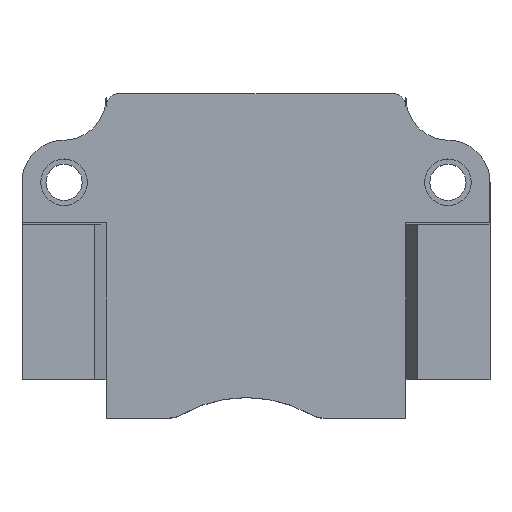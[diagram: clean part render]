
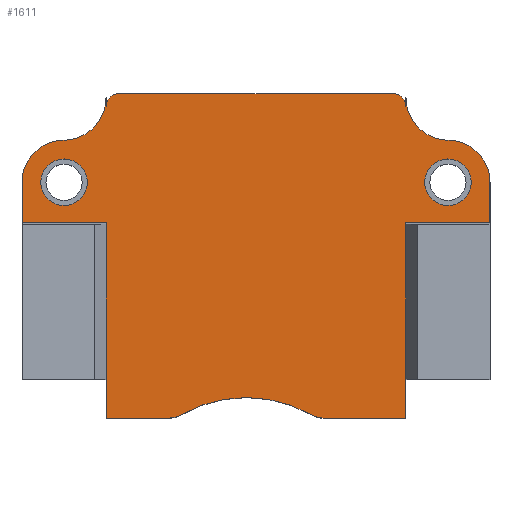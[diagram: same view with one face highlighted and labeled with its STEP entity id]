
A CAD part, top view. The second image highlights one B-rep face of the part: STEP entity #1611.
In plain terms, the highlighted face is planar.
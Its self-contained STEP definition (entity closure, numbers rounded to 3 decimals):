
#36=FACE_BOUND('',#238,.T.);
#37=FACE_BOUND('',#239,.T.);
#78=PLANE('',#1759);
#149=FACE_OUTER_BOUND('',#237,.T.);
#237=EDGE_LOOP('',(#1370,#1371,#1372,#1373,#1374,#1375,#1376,#1377,#1378,
#1379,#1380,#1381,#1382,#1383,#1384,#1385,#1386,#1387,#1388,#1389,#1390,
#1391));
#238=EDGE_LOOP('',(#1392));
#239=EDGE_LOOP('',(#1393));
#385=LINE('',#2593,#559);
#388=LINE('',#2603,#562);
#389=LINE('',#2605,#563);
#390=LINE('',#2607,#564);
#391=LINE('',#2609,#565);
#392=LINE('',#2611,#566);
#393=LINE('',#2617,#567);
#394=LINE('',#2621,#568);
#395=LINE('',#2625,#569);
#396=LINE('',#2631,#570);
#397=LINE('',#2633,#571);
#398=LINE('',#2635,#572);
#399=LINE('',#2636,#573);
#559=VECTOR('',#2117,10.);
#562=VECTOR('',#2126,10.);
#563=VECTOR('',#2127,10.);
#564=VECTOR('',#2128,10.);
#565=VECTOR('',#2129,10.);
#566=VECTOR('',#2130,10.);
#567=VECTOR('',#2135,10.);
#568=VECTOR('',#2138,10.);
#569=VECTOR('',#2141,10.);
#570=VECTOR('',#2146,10.);
#571=VECTOR('',#2147,10.);
#572=VECTOR('',#2148,10.);
#573=VECTOR('',#2149,10.);
#651=CIRCLE('',#1757,2.);
#652=CIRCLE('',#1760,10.132);
#653=CIRCLE('',#1761,2.);
#654=CIRCLE('',#1762,3.25);
#655=CIRCLE('',#1763,3.294);
#656=CIRCLE('',#1764,1.);
#657=CIRCLE('',#1765,1.);
#658=CIRCLE('',#1766,3.294);
#659=CIRCLE('',#1767,3.25);
#660=CIRCLE('',#1768,1.8);
#661=CIRCLE('',#1769,1.8);
#774=VERTEX_POINT('',#2586);
#775=VERTEX_POINT('',#2588);
#776=VERTEX_POINT('',#2592);
#778=VERTEX_POINT('',#2598);
#779=VERTEX_POINT('',#2600);
#780=VERTEX_POINT('',#2602);
#781=VERTEX_POINT('',#2604);
#782=VERTEX_POINT('',#2606);
#783=VERTEX_POINT('',#2608);
#784=VERTEX_POINT('',#2610);
#785=VERTEX_POINT('',#2612);
#786=VERTEX_POINT('',#2614);
#787=VERTEX_POINT('',#2616);
#788=VERTEX_POINT('',#2618);
#789=VERTEX_POINT('',#2620);
#790=VERTEX_POINT('',#2622);
#791=VERTEX_POINT('',#2624);
#792=VERTEX_POINT('',#2626);
#793=VERTEX_POINT('',#2628);
#794=VERTEX_POINT('',#2630);
#795=VERTEX_POINT('',#2632);
#796=VERTEX_POINT('',#2634);
#797=VERTEX_POINT('',#2637);
#798=VERTEX_POINT('',#2639);
#980=EDGE_CURVE('',#774,#775,#651,.T.);
#982=EDGE_CURVE('',#776,#775,#385,.T.);
#985=EDGE_CURVE('',#778,#774,#652,.T.);
#986=EDGE_CURVE('',#779,#778,#653,.T.);
#987=EDGE_CURVE('',#779,#780,#388,.T.);
#988=EDGE_CURVE('',#781,#780,#389,.T.);
#989=EDGE_CURVE('',#781,#782,#390,.F.);
#990=EDGE_CURVE('',#782,#783,#391,.F.);
#991=EDGE_CURVE('',#783,#784,#392,.T.);
#992=EDGE_CURVE('',#784,#785,#654,.T.);
#993=EDGE_CURVE('',#785,#786,#655,.T.);
#994=EDGE_CURVE('',#786,#787,#393,.T.);
#995=EDGE_CURVE('',#787,#788,#656,.T.);
#996=EDGE_CURVE('',#788,#789,#394,.T.);
#997=EDGE_CURVE('',#789,#790,#657,.T.);
#998=EDGE_CURVE('',#790,#791,#395,.T.);
#999=EDGE_CURVE('',#791,#792,#658,.T.);
#1000=EDGE_CURVE('',#792,#793,#659,.T.);
#1001=EDGE_CURVE('',#793,#794,#396,.T.);
#1002=EDGE_CURVE('',#794,#795,#397,.F.);
#1003=EDGE_CURVE('',#795,#796,#398,.F.);
#1004=EDGE_CURVE('',#796,#776,#399,.T.);
#1005=EDGE_CURVE('',#797,#797,#660,.T.);
#1006=EDGE_CURVE('',#798,#798,#661,.T.);
#1370=ORIENTED_EDGE('',*,*,#980,.F.);
#1371=ORIENTED_EDGE('',*,*,#985,.F.);
#1372=ORIENTED_EDGE('',*,*,#986,.F.);
#1373=ORIENTED_EDGE('',*,*,#987,.T.);
#1374=ORIENTED_EDGE('',*,*,#988,.F.);
#1375=ORIENTED_EDGE('',*,*,#989,.T.);
#1376=ORIENTED_EDGE('',*,*,#990,.T.);
#1377=ORIENTED_EDGE('',*,*,#991,.T.);
#1378=ORIENTED_EDGE('',*,*,#992,.T.);
#1379=ORIENTED_EDGE('',*,*,#993,.T.);
#1380=ORIENTED_EDGE('',*,*,#994,.T.);
#1381=ORIENTED_EDGE('',*,*,#995,.T.);
#1382=ORIENTED_EDGE('',*,*,#996,.T.);
#1383=ORIENTED_EDGE('',*,*,#997,.T.);
#1384=ORIENTED_EDGE('',*,*,#998,.T.);
#1385=ORIENTED_EDGE('',*,*,#999,.T.);
#1386=ORIENTED_EDGE('',*,*,#1000,.T.);
#1387=ORIENTED_EDGE('',*,*,#1001,.T.);
#1388=ORIENTED_EDGE('',*,*,#1002,.T.);
#1389=ORIENTED_EDGE('',*,*,#1003,.T.);
#1390=ORIENTED_EDGE('',*,*,#1004,.T.);
#1391=ORIENTED_EDGE('',*,*,#982,.T.);
#1392=ORIENTED_EDGE('',*,*,#1005,.T.);
#1393=ORIENTED_EDGE('',*,*,#1006,.T.);
#1611=ADVANCED_FACE('',(#149,#36,#37),#78,.T.);
#1757=AXIS2_PLACEMENT_3D('',#2589,#2112,#2113);
#1759=AXIS2_PLACEMENT_3D('',#2597,#2120,#2121);
#1760=AXIS2_PLACEMENT_3D('',#2599,#2122,#2123);
#1761=AXIS2_PLACEMENT_3D('',#2601,#2124,#2125);
#1762=AXIS2_PLACEMENT_3D('',#2613,#2131,#2132);
#1763=AXIS2_PLACEMENT_3D('',#2615,#2133,#2134);
#1764=AXIS2_PLACEMENT_3D('',#2619,#2136,#2137);
#1765=AXIS2_PLACEMENT_3D('',#2623,#2139,#2140);
#1766=AXIS2_PLACEMENT_3D('',#2627,#2142,#2143);
#1767=AXIS2_PLACEMENT_3D('',#2629,#2144,#2145);
#1768=AXIS2_PLACEMENT_3D('',#2638,#2150,#2151);
#1769=AXIS2_PLACEMENT_3D('',#2640,#2152,#2153);
#2112=DIRECTION('center_axis',(0.,0.,1.));
#2113=DIRECTION('ref_axis',(-0.257,-0.966,0.));
#2117=DIRECTION('',(-1.,0.,0.));
#2120=DIRECTION('center_axis',(0.,0.,-1.));
#2121=DIRECTION('ref_axis',(-1.,0.,0.));
#2122=DIRECTION('center_axis',(0.,0.,-1.));
#2123=DIRECTION('ref_axis',(-0.539,0.842,0.));
#2124=DIRECTION('center_axis',(0.,0.,1.));
#2125=DIRECTION('ref_axis',(0.257,-0.966,0.));
#2126=DIRECTION('',(-1.,0.,0.));
#2127=DIRECTION('',(0.,-1.,0.));
#2128=DIRECTION('',(1.,-0.013,0.));
#2129=DIRECTION('',(1.,0.,0.));
#2130=DIRECTION('',(0.,1.,0.));
#2131=DIRECTION('center_axis',(0.,0.,-1.));
#2132=DIRECTION('ref_axis',(-1.,0.,0.));
#2133=DIRECTION('center_axis',(0.,0.,1.));
#2134=DIRECTION('ref_axis',(1.,0.,0.));
#2135=DIRECTION('',(0.,-1.,0.));
#2136=DIRECTION('center_axis',(0.,0.,-1.));
#2137=DIRECTION('ref_axis',(-1.,0.,0.));
#2138=DIRECTION('',(1.,0.,0.));
#2139=DIRECTION('center_axis',(0.,0.,-1.));
#2140=DIRECTION('ref_axis',(0.,1.,0.));
#2141=DIRECTION('',(0.,1.,0.));
#2142=DIRECTION('center_axis',(0.,0.,1.));
#2143=DIRECTION('ref_axis',(-0.013,-1.,0.));
#2144=DIRECTION('center_axis',(0.,0.,-1.));
#2145=DIRECTION('ref_axis',(0.,1.,0.));
#2146=DIRECTION('',(0.,-1.,0.));
#2147=DIRECTION('',(1.,0.,0.));
#2148=DIRECTION('',(1.,0.013,0.));
#2149=DIRECTION('',(0.,-1.,0.));
#2150=DIRECTION('center_axis',(0.,0.,1.));
#2151=DIRECTION('ref_axis',(-1.,0.,0.));
#2152=DIRECTION('center_axis',(0.,0.,1.));
#2153=DIRECTION('ref_axis',(-1.,0.,0.));
#2586=CARTESIAN_POINT('',(-30.421,-11.986,-0.4));
#2588=CARTESIAN_POINT('',(-29.428,-12.25,-0.4));
#2589=CARTESIAN_POINT('Origin',(-29.428,-10.25,-0.4));
#2592=CARTESIAN_POINT('',(-24.6,-12.25,-0.4));
#2593=CARTESIAN_POINT('',(-24.6,-12.25,-0.4));
#2597=CARTESIAN_POINT('Origin',(-36.2,0.8,-0.4));
#2598=CARTESIAN_POINT('',(-40.479,-11.986,-0.4));
#2599=CARTESIAN_POINT('Origin',(-35.45,-20.782,-0.4));
#2600=CARTESIAN_POINT('',(-41.472,-12.25,-0.4));
#2601=CARTESIAN_POINT('Origin',(-41.472,-10.25,-0.4));
#2602=CARTESIAN_POINT('',(-47.8,-12.25,-0.4));
#2603=CARTESIAN_POINT('',(-40.915,-12.25,-0.4));
#2604=CARTESIAN_POINT('',(-47.8,2.856,-0.4));
#2605=CARTESIAN_POINT('',(-47.8,-11.25,-0.4));
#2606=CARTESIAN_POINT('',(-51.049,2.9,-0.4));
#2607=CARTESIAN_POINT('',(-41.986,2.778,-0.4));
#2608=CARTESIAN_POINT('',(-54.3,2.9,-0.4));
#2609=CARTESIAN_POINT('',(-43.625,2.9,-0.4));
#2610=CARTESIAN_POINT('',(-54.3,6.,-0.4));
#2611=CARTESIAN_POINT('',(-54.3,2.75,-0.4));
#2612=CARTESIAN_POINT('',(-51.05,9.25,-0.4));
#2613=CARTESIAN_POINT('Origin',(-51.05,6.,-0.4));
#2614=CARTESIAN_POINT('',(-47.8,12.544,-0.4));
#2615=CARTESIAN_POINT('Origin',(-51.094,12.544,-0.4));
#2616=CARTESIAN_POINT('',(-47.8,11.85,-0.4));
#2617=CARTESIAN_POINT('',(-47.8,12.544,-0.4));
#2618=CARTESIAN_POINT('',(-46.8,12.85,-0.4));
#2619=CARTESIAN_POINT('Origin',(-46.8,11.85,-0.4));
#2620=CARTESIAN_POINT('',(-25.6,12.85,-0.4));
#2621=CARTESIAN_POINT('',(-46.8,12.85,-0.4));
#2622=CARTESIAN_POINT('',(-24.6,11.85,-0.4));
#2623=CARTESIAN_POINT('Origin',(-25.6,11.85,-0.4));
#2624=CARTESIAN_POINT('',(-24.6,12.544,-0.4));
#2625=CARTESIAN_POINT('',(-24.6,11.85,-0.4));
#2626=CARTESIAN_POINT('',(-21.35,9.25,-0.4));
#2627=CARTESIAN_POINT('Origin',(-21.306,12.544,-0.4));
#2628=CARTESIAN_POINT('',(-18.1,6.,-0.4));
#2629=CARTESIAN_POINT('Origin',(-21.35,6.,-0.4));
#2630=CARTESIAN_POINT('',(-18.1,2.9,-0.4));
#2631=CARTESIAN_POINT('',(-18.1,6.,-0.4));
#2632=CARTESIAN_POINT('',(-21.351,2.9,-0.4));
#2633=CARTESIAN_POINT('',(-27.15,2.9,-0.4));
#2634=CARTESIAN_POINT('',(-24.6,2.856,-0.4));
#2635=CARTESIAN_POINT('',(-28.789,2.8,-0.4));
#2636=CARTESIAN_POINT('',(-24.6,2.706,-0.4));
#2637=CARTESIAN_POINT('',(-49.25,6.,-0.4));
#2638=CARTESIAN_POINT('Origin',(-51.05,6.,-0.4));
#2639=CARTESIAN_POINT('',(-19.55,6.,-0.4));
#2640=CARTESIAN_POINT('Origin',(-21.35,6.,-0.4));
